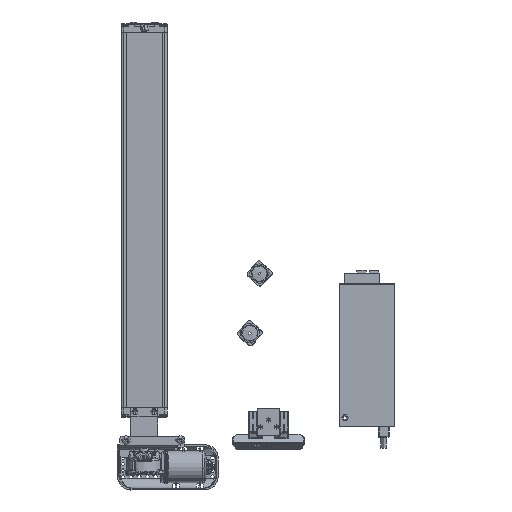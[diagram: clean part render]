
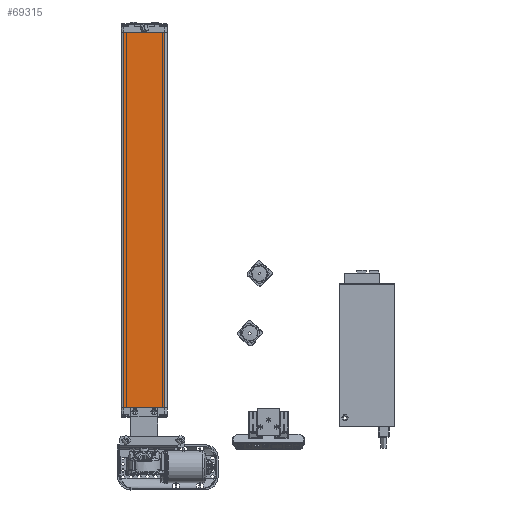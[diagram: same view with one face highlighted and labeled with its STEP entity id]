
A CAD part, top view. The second image highlights one B-rep face of the part: STEP entity #69315.
In plain terms, the highlighted planar face has unit normal (0, 0, 1).
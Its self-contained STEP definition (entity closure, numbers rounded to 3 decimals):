
#13072=FACE_OUTER_BOUND('',#17126,.T.);
#17126=EDGE_LOOP('',(#47138,#47139,#47140,#47141));
#21605=LINE('',#101137,#25726);
#21606=LINE('',#101139,#25727);
#21607=LINE('',#101141,#25728);
#21608=LINE('',#101142,#25729);
#25726=VECTOR('',#81854,691.5);
#25727=VECTOR('',#81855,75.);
#25728=VECTOR('',#81856,691.5);
#25729=VECTOR('',#81857,75.);
#29852=VERTEX_POINT('',#101135);
#29853=VERTEX_POINT('',#101136);
#29854=VERTEX_POINT('',#101138);
#29855=VERTEX_POINT('',#101140);
#36571=EDGE_CURVE('',#29852,#29853,#21605,.F.);
#36572=EDGE_CURVE('',#29854,#29852,#21606,.T.);
#36573=EDGE_CURVE('',#29855,#29854,#21607,.T.);
#36574=EDGE_CURVE('',#29853,#29855,#21608,.F.);
#47138=ORIENTED_EDGE('',*,*,#36571,.F.);
#47139=ORIENTED_EDGE('',*,*,#36572,.F.);
#47140=ORIENTED_EDGE('',*,*,#36573,.F.);
#47141=ORIENTED_EDGE('',*,*,#36574,.F.);
#68200=PLANE('',#74191);
#69315=ADVANCED_FACE('',(#13072),#68200,.T.);
#74191=AXIS2_PLACEMENT_3D('',#101134,#81852,#81853);
#81852=DIRECTION('center_axis',(0.,0.,1.));
#81853=DIRECTION('ref_axis',(1.,0.,0.));
#81854=DIRECTION('',(0.,-1.,0.));
#81855=DIRECTION('',(-1.,0.,0.));
#81856=DIRECTION('',(0.,-1.,0.));
#81857=DIRECTION('',(-1.,0.,0.));
#101134=CARTESIAN_POINT('Origin',(42.5,692.5,17.5));
#101135=CARTESIAN_POINT('',(-37.5,0.5,17.5));
#101136=CARTESIAN_POINT('',(-37.5,692.,17.5));
#101137=CARTESIAN_POINT('',(-37.5,692.,17.5));
#101138=CARTESIAN_POINT('',(37.5,0.5,17.5));
#101139=CARTESIAN_POINT('',(37.5,0.5,17.5));
#101140=CARTESIAN_POINT('',(37.5,692.,17.5));
#101141=CARTESIAN_POINT('',(37.5,692.,17.5));
#101142=CARTESIAN_POINT('',(37.5,692.,17.5));
